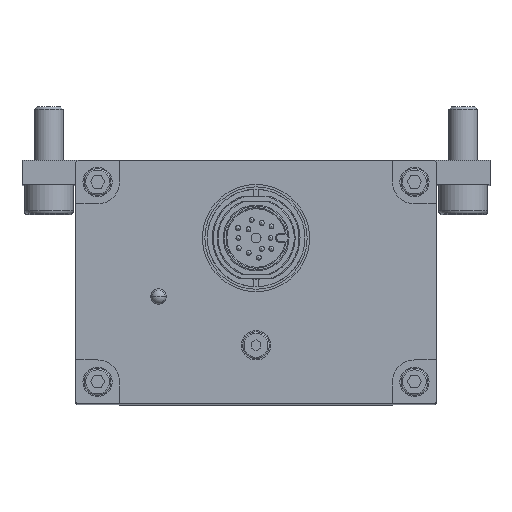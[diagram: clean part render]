
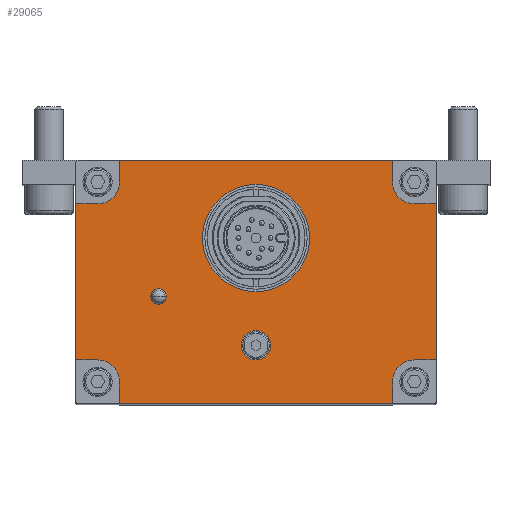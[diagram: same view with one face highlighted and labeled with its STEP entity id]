
A CAD part, top view. The second image highlights one B-rep face of the part: STEP entity #29065.
In plain terms, the highlighted planar face has unit normal (0, 0, 1).
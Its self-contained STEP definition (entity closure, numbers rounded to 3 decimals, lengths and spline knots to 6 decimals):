
#2231=LINE('',#44668,#4838);
#2234=LINE('',#44673,#4841);
#2237=LINE('',#44679,#4844);
#2239=LINE('',#44685,#4846);
#2241=LINE('',#44689,#4848);
#2245=LINE('',#44696,#4852);
#2247=LINE('',#44702,#4854);
#2249=LINE('',#44706,#4856);
#2253=LINE('',#44713,#4860);
#2255=LINE('',#44719,#4862);
#2257=LINE('',#44723,#4864);
#2260=LINE('',#44728,#4867);
#4838=VECTOR('',#35351,1.);
#4841=VECTOR('',#35356,1.);
#4844=VECTOR('',#35361,1.);
#4846=VECTOR('',#35369,1.);
#4848=VECTOR('',#35373,1.);
#4852=VECTOR('',#35379,1.);
#4854=VECTOR('',#35387,1.);
#4856=VECTOR('',#35391,1.);
#4860=VECTOR('',#35397,1.);
#4862=VECTOR('',#35405,1.);
#4864=VECTOR('',#35409,1.);
#4867=VECTOR('',#35414,1.);
#8435=ORIENTED_EDGE('',*,*,#14661,.F.);
#8436=ORIENTED_EDGE('',*,*,#14662,.F.);
#8437=ORIENTED_EDGE('',*,*,#14624,.T.);
#8438=ORIENTED_EDGE('',*,*,#14660,.F.);
#8439=ORIENTED_EDGE('',*,*,#14657,.T.);
#8440=ORIENTED_EDGE('',*,*,#14655,.T.);
#8441=ORIENTED_EDGE('',*,*,#14653,.T.);
#8442=ORIENTED_EDGE('',*,*,#14652,.F.);
#8443=ORIENTED_EDGE('',*,*,#14648,.T.);
#8444=ORIENTED_EDGE('',*,*,#14646,.T.);
#8445=ORIENTED_EDGE('',*,*,#14644,.T.);
#8446=ORIENTED_EDGE('',*,*,#14643,.F.);
#8447=ORIENTED_EDGE('',*,*,#14639,.T.);
#8448=ORIENTED_EDGE('',*,*,#14637,.T.);
#8449=ORIENTED_EDGE('',*,*,#14635,.T.);
#8450=ORIENTED_EDGE('',*,*,#14634,.F.);
#8451=ORIENTED_EDGE('',*,*,#14631,.T.);
#8452=ORIENTED_EDGE('',*,*,#14628,.T.);
#8453=ORIENTED_EDGE('',*,*,#14626,.T.);
#14624=EDGE_CURVE('',#20187,#20187,#25026,.T.);
#14626=EDGE_CURVE('',#20189,#20188,#25027,.T.);
#14628=EDGE_CURVE('',#20190,#20189,#2231,.T.);
#14631=EDGE_CURVE('',#20191,#20190,#2234,.T.);
#14634=EDGE_CURVE('',#20191,#20192,#2237,.T.);
#14635=EDGE_CURVE('',#20193,#20192,#25028,.T.);
#14637=EDGE_CURVE('',#20194,#20193,#2239,.T.);
#14639=EDGE_CURVE('',#20195,#20194,#2241,.T.);
#14643=EDGE_CURVE('',#20195,#20196,#2245,.T.);
#14644=EDGE_CURVE('',#20197,#20196,#25029,.T.);
#14646=EDGE_CURVE('',#20198,#20197,#2247,.T.);
#14648=EDGE_CURVE('',#20199,#20198,#2249,.T.);
#14652=EDGE_CURVE('',#20199,#20200,#2253,.T.);
#14653=EDGE_CURVE('',#20201,#20200,#25030,.T.);
#14655=EDGE_CURVE('',#20202,#20201,#2255,.T.);
#14657=EDGE_CURVE('',#20203,#20202,#2257,.T.);
#14660=EDGE_CURVE('',#20203,#20188,#2260,.T.);
#14661=EDGE_CURVE('',#20204,#20204,#25031,.T.);
#14662=EDGE_CURVE('',#20205,#20205,#25032,.T.);
#20187=VERTEX_POINT('',#44660);
#20188=VERTEX_POINT('',#44663);
#20189=VERTEX_POINT('',#44665);
#20190=VERTEX_POINT('',#44669);
#20191=VERTEX_POINT('',#44674);
#20192=VERTEX_POINT('',#44678);
#20193=VERTEX_POINT('',#44682);
#20194=VERTEX_POINT('',#44686);
#20195=VERTEX_POINT('',#44690);
#20196=VERTEX_POINT('',#44695);
#20197=VERTEX_POINT('',#44699);
#20198=VERTEX_POINT('',#44703);
#20199=VERTEX_POINT('',#44707);
#20200=VERTEX_POINT('',#44712);
#20201=VERTEX_POINT('',#44716);
#20202=VERTEX_POINT('',#44720);
#20203=VERTEX_POINT('',#44724);
#20204=VERTEX_POINT('',#44731);
#20205=VERTEX_POINT('',#44733);
#25026=CIRCLE('',#30924,0.011);
#25027=CIRCLE('',#30926,0.0045);
#25028=CIRCLE('',#30931,0.0045);
#25029=CIRCLE('',#30936,0.0045);
#25030=CIRCLE('',#30941,0.0045);
#25031=CIRCLE('',#30946,0.0013);
#25032=CIRCLE('',#30947,0.003);
#26649=EDGE_LOOP('',(#8435));
#26650=EDGE_LOOP('',(#8436));
#26651=EDGE_LOOP('',(#8437));
#26652=EDGE_LOOP('',(#8438,#8439,#8440,#8441,#8442,#8443,#8444,#8445,#8446,
#8447,#8448,#8449,#8450,#8451,#8452,#8453));
#27689=FACE_BOUND('',#26649,.T.);
#27690=FACE_BOUND('',#26650,.T.);
#27691=FACE_BOUND('',#26651,.T.);
#27692=FACE_BOUND('',#26652,.T.);
#28640=PLANE('',#30945);
#29065=ADVANCED_FACE('',(#27689,#27690,#27691,#27692),#28640,.T.);
#30924=AXIS2_PLACEMENT_3D('',#44659,#35341,#35342);
#30926=AXIS2_PLACEMENT_3D('',#44664,#35346,#35347);
#30931=AXIS2_PLACEMENT_3D('',#44681,#35364,#35365);
#30936=AXIS2_PLACEMENT_3D('',#44698,#35382,#35383);
#30941=AXIS2_PLACEMENT_3D('',#44715,#35400,#35401);
#30945=AXIS2_PLACEMENT_3D('',#44729,#35415,#35416);
#30946=AXIS2_PLACEMENT_3D('',#44730,#35417,#35418);
#30947=AXIS2_PLACEMENT_3D('',#44732,#35419,#35420);
#35341=DIRECTION('',(0.,0.,-1.));
#35342=DIRECTION('',(1.,0.,0.));
#35346=DIRECTION('',(0.,0.,-1.));
#35347=DIRECTION('',(-1.,0.,0.));
#35351=DIRECTION('',(0.,1.,0.));
#35356=DIRECTION('',(1.,0.,0.));
#35361=DIRECTION('',(0.,1.,0.));
#35364=DIRECTION('',(0.,0.,-1.));
#35365=DIRECTION('',(0.,1.,0.));
#35369=DIRECTION('',(1.,0.,0.));
#35373=DIRECTION('',(0.,-1.,0.));
#35379=DIRECTION('',(1.,0.,0.));
#35382=DIRECTION('',(0.,0.,-1.));
#35383=DIRECTION('',(1.,0.,0.));
#35387=DIRECTION('',(0.,-1.,0.));
#35391=DIRECTION('',(-1.,0.,0.));
#35397=DIRECTION('',(0.,-1.,0.));
#35400=DIRECTION('',(0.,0.,-1.));
#35401=DIRECTION('',(0.,-1.,0.));
#35405=DIRECTION('',(-1.,0.,0.));
#35409=DIRECTION('',(0.,1.,0.));
#35414=DIRECTION('',(-1.,0.,0.));
#35415=DIRECTION('',(0.,0.,1.));
#35416=DIRECTION('',(1.,0.,0.));
#35417=DIRECTION('',(0.,0.,1.));
#35418=DIRECTION('',(-1.,0.,0.));
#35419=DIRECTION('',(0.,0.,1.));
#35420=DIRECTION('',(-1.,0.,0.));
#44659=CARTESIAN_POINT('',(0.105052,0.045897,0.265678));
#44660=CARTESIAN_POINT('',(0.116052,0.045897,0.265678));
#44663=CARTESIAN_POINT('',(0.137552,0.020897,0.265678));
#44664=CARTESIAN_POINT('',(0.137552,0.016397,0.265678));
#44665=CARTESIAN_POINT('',(0.133052,0.016397,0.265678));
#44668=CARTESIAN_POINT('',(0.133052,0.011897,0.265678));
#44669=CARTESIAN_POINT('',(0.133052,0.011897,0.265678));
#44673=CARTESIAN_POINT('',(0.077052,0.011897,0.265678));
#44674=CARTESIAN_POINT('',(0.077052,0.011897,0.265678));
#44678=CARTESIAN_POINT('',(0.077052,0.016397,0.265678));
#44679=CARTESIAN_POINT('',(0.077052,0.011897,0.265678));
#44681=CARTESIAN_POINT('',(0.072552,0.016397,0.265678));
#44682=CARTESIAN_POINT('',(0.072552,0.020897,0.265678));
#44685=CARTESIAN_POINT('',(0.068052,0.020897,0.265678));
#44686=CARTESIAN_POINT('',(0.068052,0.020897,0.265678));
#44689=CARTESIAN_POINT('',(0.068052,0.052897,0.265678));
#44690=CARTESIAN_POINT('',(0.068052,0.052897,0.265678));
#44695=CARTESIAN_POINT('',(0.072552,0.052897,0.265678));
#44696=CARTESIAN_POINT('',(0.068052,0.052897,0.265678));
#44698=CARTESIAN_POINT('',(0.072552,0.057397,0.265678));
#44699=CARTESIAN_POINT('',(0.077052,0.057397,0.265678));
#44702=CARTESIAN_POINT('',(0.077052,0.036897,0.265678));
#44703=CARTESIAN_POINT('',(0.077052,0.061897,0.265678));
#44706=CARTESIAN_POINT('',(0.133052,0.061897,0.265678));
#44707=CARTESIAN_POINT('',(0.133052,0.061897,0.265678));
#44712=CARTESIAN_POINT('',(0.133052,0.057397,0.265678));
#44713=CARTESIAN_POINT('',(0.133052,0.020897,0.265678));
#44715=CARTESIAN_POINT('',(0.137552,0.057397,0.265678));
#44716=CARTESIAN_POINT('',(0.137552,0.052897,0.265678));
#44719=CARTESIAN_POINT('',(0.105052,0.052897,0.265678));
#44720=CARTESIAN_POINT('',(0.142052,0.052897,0.265678));
#44723=CARTESIAN_POINT('',(0.142052,0.020897,0.265678));
#44724=CARTESIAN_POINT('',(0.142052,0.020897,0.265678));
#44728=CARTESIAN_POINT('',(0.077052,0.020897,0.265678));
#44729=CARTESIAN_POINT('',(0.105052,0.036897,0.265678));
#44730=CARTESIAN_POINT('',(0.085052,0.033897,0.265678));
#44731=CARTESIAN_POINT('',(0.083752,0.033897,0.265678));
#44732=CARTESIAN_POINT('',(0.105052,0.023897,0.265678));
#44733=CARTESIAN_POINT('',(0.102052,0.023897,0.265678));
